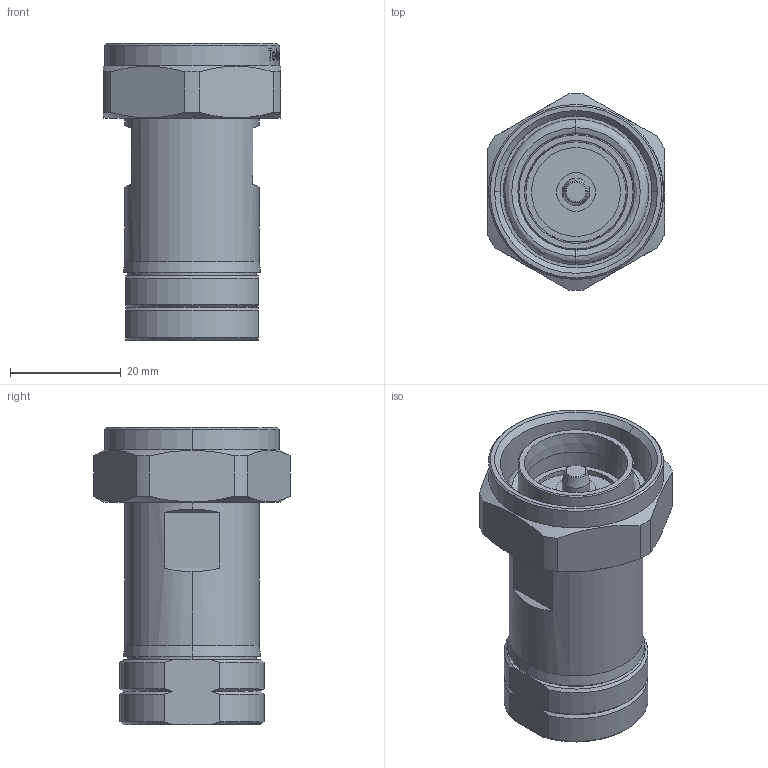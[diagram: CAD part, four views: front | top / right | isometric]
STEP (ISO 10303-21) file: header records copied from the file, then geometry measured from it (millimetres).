
FILE_DESCRIPTION (( 'STEP AP214' ), '1' );
FILE_NAME ('J01120B0077.STEP', '2018-08-22T14:18:10', ( '' ), ( '' ), 'SwSTEP 2.0', 'SolidWorks 2017', '' );
FILE_SCHEMA (( 'AUTOMOTIVE_DESIGN' ));
Length unit declared in the file: millimetre
Products named in the file (1): J01120B0077
Bounding box: 32 x 35.49 x 53.65 mm (x, y, z)
Volume: 26230.5 mm3; surface area: 9199.1 mm2
Topology: 1 solids, 1 shells, 265 faces, 675 edges, 440 vertices
Faces by surface type: plane 91, bspline 82, cylinder 56, cone 30, torus 6
Entity records: 13936 total; most frequent: CARTESIAN_POINT 5170, ORIENTED_EDGE 1350, DIRECTION 997, EDGE_CURVE 675, VERTEX_POINT 440, AXIS2_PLACEMENT_3D 356, EDGE_LOOP 293, VECTOR 285
